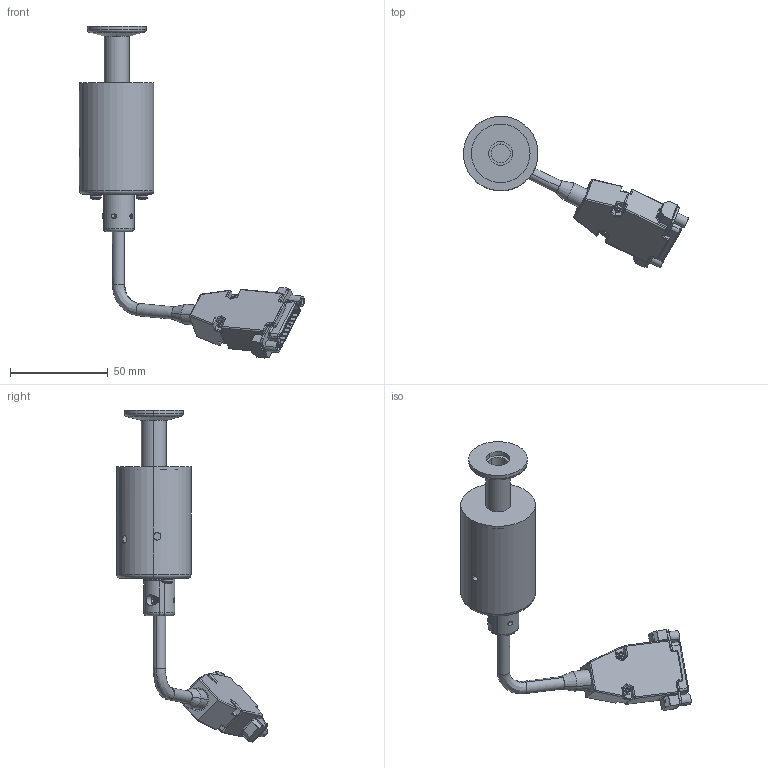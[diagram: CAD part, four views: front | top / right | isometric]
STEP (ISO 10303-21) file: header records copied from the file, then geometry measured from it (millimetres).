
FILE_DESCRIPTION (( 'STEP AP214' ), '1' );
FILE_NAME ('CMCA-15PIN-KF10.STEP', '2023-01-04T20:56:54', ( '' ), ( '' ), 'SwSTEP 2.0', 'SolidWorks 2020', '' );
FILE_SCHEMA (( 'AUTOMOTIVE_DESIGN' ));
Length unit declared in the file: inch
Products named in the file (1): CMCA-15PIN-KF10
Bounding box: 115.06 x 77.2 x 169.72 mm (x, y, z)
Volume: 35110.1 mm3; surface area: 33203.1 mm2
Topology: 1 solids, 2 shells, 1107 faces, 2945 edges, 1882 vertices
Faces by surface type: plane 554, cylinder 445, torus 61, cone 26, sphere 13, bspline 8
Entity records: 36139 total; most frequent: CARTESIAN_POINT 8724, ORIENTED_EDGE 5868, DIRECTION 5624, EDGE_CURVE 2934, AXIS2_PLACEMENT_3D 2052, VERTEX_POINT 1881, VECTOR 1520, LINE 1520
